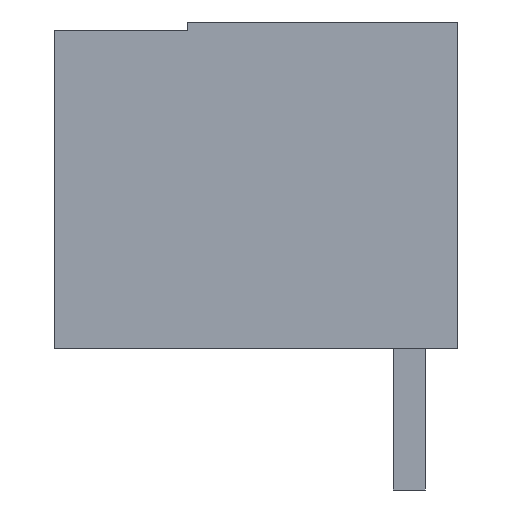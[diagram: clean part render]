
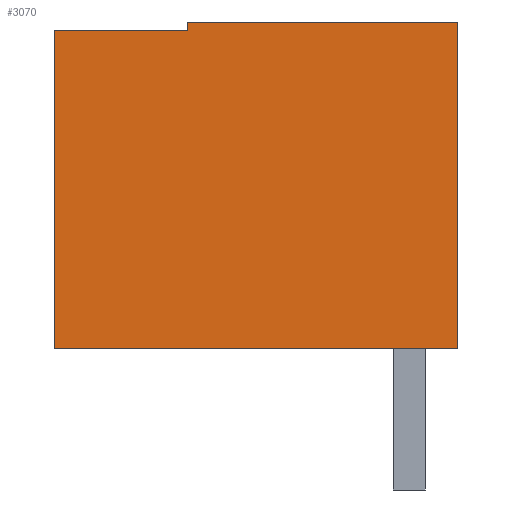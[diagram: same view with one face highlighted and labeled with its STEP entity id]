
A CAD part, left-side view. The second image highlights one B-rep face of the part: STEP entity #3070.
In plain terms, the highlighted planar face has unit normal (-1, 0, 0).
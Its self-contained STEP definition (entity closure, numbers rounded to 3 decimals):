
#154 = EDGE_CURVE ( 'NONE', #505, #4633, #1548, .T. ) ;
#187 = VECTOR ( 'NONE', #2487, 1000. ) ;
#505 = VERTEX_POINT ( 'NONE', #637 ) ;
#637 = CARTESIAN_POINT ( 'NONE',  ( -11.06, 5.5, 8.1 ) ) ;
#783 = VERTEX_POINT ( 'NONE', #3534 ) ;
#1202 = EDGE_CURVE ( 'NONE', #783, #505, #6569, .T. ) ;
#1401 = ORIENTED_EDGE ( 'NONE', *, *, #3968, .F. ) ;
#1441 = DIRECTION ( 'NONE',  ( 0., -1., 0. ) ) ;
#1548 = LINE ( 'NONE', #4158, #2307 ) ;
#1723 = LINE ( 'NONE', #5262, #5884 ) ;
#1844 = CARTESIAN_POINT ( 'NONE',  ( -11.06, 0., 0. ) ) ;
#1885 = ORIENTED_EDGE ( 'NONE', *, *, #154, .F. ) ;
#1977 = CARTESIAN_POINT ( 'NONE',  ( -11.06, -1.2, 8.1 ) ) ;
#2232 = AXIS2_PLACEMENT_3D ( 'NONE', #1844, #3898, #2829 ) ;
#2240 = ORIENTED_EDGE ( 'NONE', *, *, #4779, .F. ) ;
#2264 = LINE ( 'NONE', #1977, #187 ) ;
#2307 = VECTOR ( 'NONE', #3578, 1000. ) ;
#2487 = DIRECTION ( 'NONE',  ( 0., 0., -1. ) ) ;
#2639 = VERTEX_POINT ( 'NONE', #6644 ) ;
#2685 = DIRECTION ( 'NONE',  ( 0., 0., 1. ) ) ;
#2804 = PLANE ( 'NONE',  #2232 ) ;
#2829 = DIRECTION ( 'NONE',  ( 0., -1., 0. ) ) ;
#3070 = ADVANCED_FACE ( 'NONE', ( #5345 ), #2804, .T. ) ;
#3325 = EDGE_CURVE ( 'NONE', #3847, #5672, #1723, .T. ) ;
#3534 = CARTESIAN_POINT ( 'NONE',  ( -11.06, 5.5, 7.9 ) ) ;
#3578 = DIRECTION ( 'NONE',  ( 0., -1., 0. ) ) ;
#3635 = CARTESIAN_POINT ( 'NONE',  ( -11.06, 8.8, 0. ) ) ;
#3686 = DIRECTION ( 'NONE',  ( 0., 1., 0. ) ) ;
#3709 = CARTESIAN_POINT ( 'NONE',  ( -11.06, -1.2, 0. ) ) ;
#3748 = LINE ( 'NONE', #7003, #6456 ) ;
#3769 = CARTESIAN_POINT ( 'NONE',  ( -11.06, 5.5, 8.1 ) ) ;
#3795 = DIRECTION ( 'NONE',  ( 0., 0., 1. ) ) ;
#3847 = VERTEX_POINT ( 'NONE', #3709 ) ;
#3898 = DIRECTION ( 'NONE',  ( -1., 0., 0. ) ) ;
#3968 = EDGE_CURVE ( 'NONE', #4633, #3847, #2264, .T. ) ;
#4017 = ORIENTED_EDGE ( 'NONE', *, *, #3325, .F. ) ;
#4158 = CARTESIAN_POINT ( 'NONE',  ( -11.06, -1.2, 8.1 ) ) ;
#4610 = ORIENTED_EDGE ( 'NONE', *, *, #1202, .F. ) ;
#4633 = VERTEX_POINT ( 'NONE', #4731 ) ;
#4731 = CARTESIAN_POINT ( 'NONE',  ( -11.06, -1.2, 8.1 ) ) ;
#4779 = EDGE_CURVE ( 'NONE', #5672, #2639, #3748, .T. ) ;
#5015 = EDGE_CURVE ( 'NONE', #2639, #783, #6540, .T. ) ;
#5034 = VECTOR ( 'NONE', #3795, 1000. ) ;
#5201 = CARTESIAN_POINT ( 'NONE',  ( -11.06, 8.8, 7.9 ) ) ;
#5262 = CARTESIAN_POINT ( 'NONE',  ( -11.06, -1.2, 0. ) ) ;
#5345 = FACE_OUTER_BOUND ( 'NONE', #6048, .T. ) ;
#5672 = VERTEX_POINT ( 'NONE', #3635 ) ;
#5884 = VECTOR ( 'NONE', #3686, 1000. ) ;
#6048 = EDGE_LOOP ( 'NONE', ( #1885, #4610, #6157, #2240, #4017, #1401 ) ) ;
#6096 = VECTOR ( 'NONE', #1441, 1000. ) ;
#6157 = ORIENTED_EDGE ( 'NONE', *, *, #5015, .F. ) ;
#6456 = VECTOR ( 'NONE', #2685, 1000. ) ;
#6540 = LINE ( 'NONE', #5201, #6096 ) ;
#6569 = LINE ( 'NONE', #3769, #5034 ) ;
#6644 = CARTESIAN_POINT ( 'NONE',  ( -11.06, 8.8, 7.9 ) ) ;
#7003 = CARTESIAN_POINT ( 'NONE',  ( -11.06, 8.8, 7.9 ) ) ;
